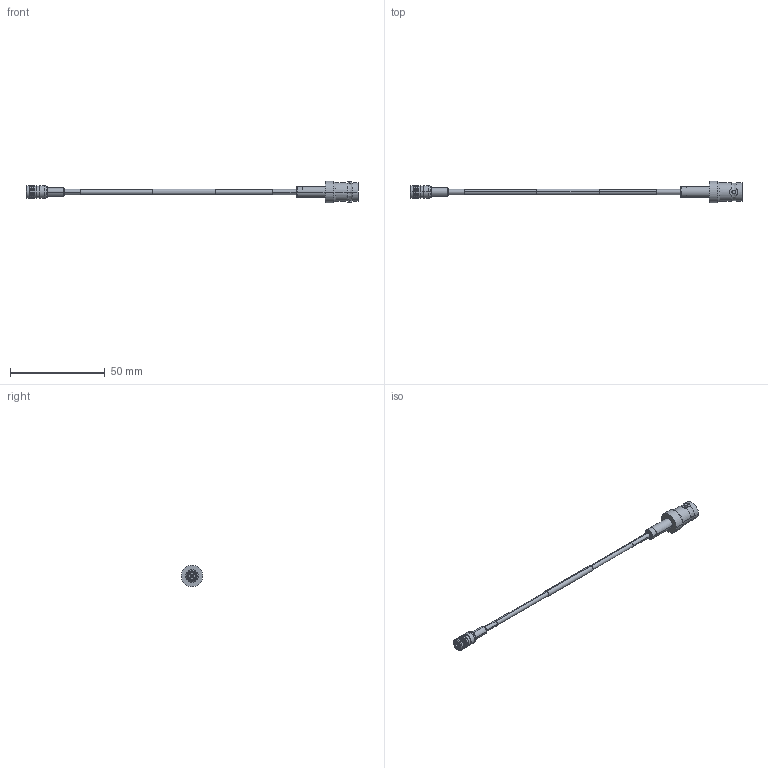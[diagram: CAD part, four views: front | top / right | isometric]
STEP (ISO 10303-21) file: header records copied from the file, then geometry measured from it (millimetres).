
FILE_DESCRIPTION (( 'STEP AP214' ), '1' );
FILE_NAME ('FMC00680_3D.step', '2023-03-06T20:18:04', ( '' ), ( '' ), 'SwSTEP 2.0', 'SolidWorks 2022', '' );
FILE_SCHEMA (( 'AUTOMOTIVE_DESIGN' ));
Length unit declared in the file: inch
Products named in the file (6): FMCN1352^FMC00680; SC8841; heat shrink conn 1^FMC00680_conn 1; RG316 Ø.102 jacket^FMC00680; heat shrink conn 2^FMC00680_conn 1; FMC00680_3D
Assembly tree (5 placements, depth 2):
  FMC00680_3D
    RG316 Ø.102 jacket^FMC00680
    SC8841
    heat shrink conn 1^FMC00680_conn 1
    FMCN1352^FMC00680
    heat shrink conn 2^FMC00680_conn 1
Bounding box: 175.4 x 11.43 x 11.43 mm (x, y, z)
Volume: 2408.6 mm3; surface area: 5401.1 mm2
Topology: 8 solids, 9 shells, 1284 faces, 2715 edges, 1466 vertices
Faces by surface type: bspline 795, cylinder 284, plane 147, torus 32, cone 26
Entity records: 130050 total; most frequent: CARTESIAN_POINT 110575, ORIENTED_EDGE 5430, EDGE_CURVE 2715, DIRECTION 1806, B_SPLINE_CURVE_WITH_KNOTS 1697, VERTEX_POINT 1466, EDGE_LOOP 1311, ADVANCED_FACE 1284
